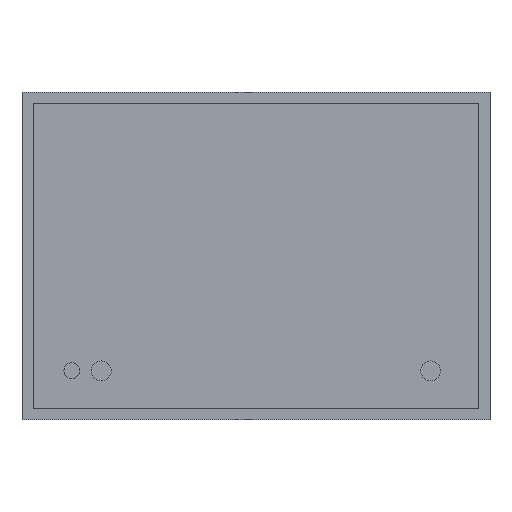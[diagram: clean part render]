
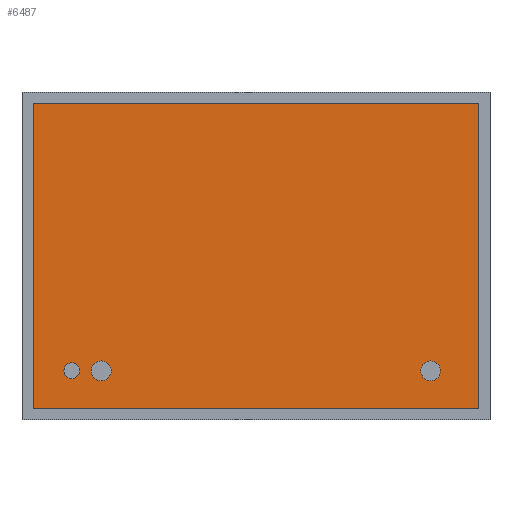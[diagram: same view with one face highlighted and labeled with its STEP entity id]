
A CAD part, front view. The second image highlights one B-rep face of the part: STEP entity #6487.
In plain terms, the highlighted planar face has unit normal (0, -1, 0).
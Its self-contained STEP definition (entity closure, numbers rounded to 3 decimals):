
#289=FACE_OUTER_BOUND('',#691,.T.);
#691=EDGE_LOOP('',(#4343,#4344,#4345,#4346));
#1124=LINE('',#9389,#1938);
#1127=LINE('',#9395,#1941);
#1130=LINE('',#9401,#1944);
#1133=LINE('',#9405,#1947);
#1938=VECTOR('',#7534,10.);
#1941=VECTOR('',#7539,10.);
#1944=VECTOR('',#7544,10.);
#1947=VECTOR('',#7549,10.);
#2738=VERTEX_POINT('',#9386);
#2739=VERTEX_POINT('',#9388);
#2741=VERTEX_POINT('',#9394);
#2743=VERTEX_POINT('',#9400);
#3378=EDGE_CURVE('',#2739,#2738,#1124,.T.);
#3381=EDGE_CURVE('',#2741,#2739,#1127,.T.);
#3384=EDGE_CURVE('',#2743,#2741,#1130,.T.);
#3387=EDGE_CURVE('',#2738,#2743,#1133,.T.);
#4343=ORIENTED_EDGE('',*,*,#3387,.T.);
#4344=ORIENTED_EDGE('',*,*,#3384,.T.);
#4345=ORIENTED_EDGE('',*,*,#3381,.T.);
#4346=ORIENTED_EDGE('',*,*,#3378,.T.);
#6125=PLANE('',#6957);
#6487=ADVANCED_FACE('',(#289),#6125,.T.);
#6957=AXIS2_PLACEMENT_3D('',#9406,#7550,#7551);
#7534=DIRECTION('',(0.,0.,-1.));
#7539=DIRECTION('',(-1.,0.,0.));
#7544=DIRECTION('',(0.,0.,1.));
#7549=DIRECTION('',(1.,0.,0.));
#7550=DIRECTION('center_axis',(0.,-1.,0.));
#7551=DIRECTION('ref_axis',(0.,0.,-1.));
#9386=CARTESIAN_POINT('',(-559.5,-344.6,-385.));
#9388=CARTESIAN_POINT('',(-559.5,-344.6,385.));
#9389=CARTESIAN_POINT('',(-559.5,-344.6,385.));
#9394=CARTESIAN_POINT('',(559.5,-344.6,385.));
#9395=CARTESIAN_POINT('',(559.5,-344.6,385.));
#9400=CARTESIAN_POINT('',(559.5,-344.6,-385.));
#9401=CARTESIAN_POINT('',(559.5,-344.6,-385.));
#9405=CARTESIAN_POINT('',(-559.5,-344.6,-385.));
#9406=CARTESIAN_POINT('Origin',(0.,-344.6,0.));
